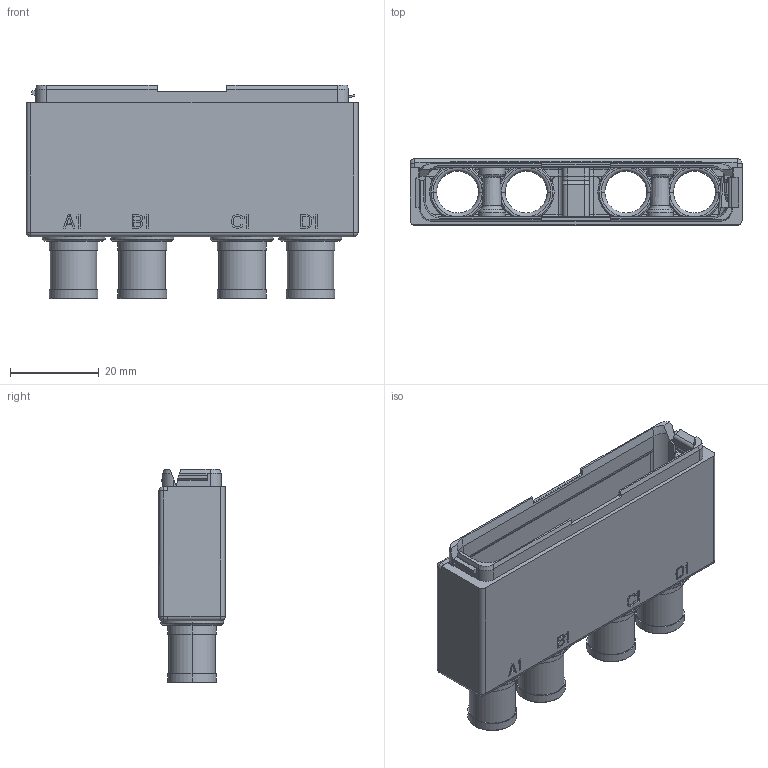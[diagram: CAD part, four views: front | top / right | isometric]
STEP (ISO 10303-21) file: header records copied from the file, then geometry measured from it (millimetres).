
FILE_DESCRIPTION((''),'2;1');
FILE_NAME('SIMAD64V','2019-11-05T',('presta_be4'),(''),'CREO PARAMETRIC BY PTC INC, 2018360','CREO PARAMETRIC BY PTC INC, 2018360','');
FILE_SCHEMA(('CONFIG_CONTROL_DESIGN'));
Products named in the file (1): SIMAD64V
Bounding box: 75 x 14.96 x 48.33 mm (x, y, z)
Volume: 11909.4 mm3; surface area: 20706.5 mm2
Topology: 1 solids, 1 shells, 2723 faces, 7538 edges, 4562 vertices
Faces by surface type: plane 967, cylinder 788, torus 362, cone 287, sphere 244, bspline 75
Entity records: 98924 total; most frequent: CARTESIAN_POINT 30236, DIRECTION 14951, ORIENTED_EDGE 14154, EDGE_CURVE 7077, AXIS2_PLACEMENT_3D 5614, VERTEX_POINT 4562, VECTOR 3723, LINE 3723
